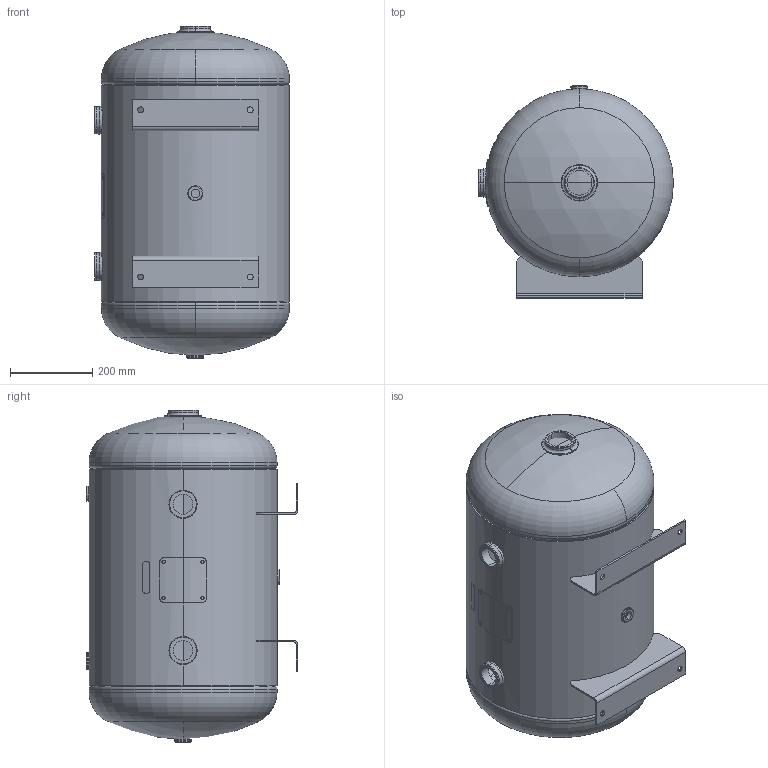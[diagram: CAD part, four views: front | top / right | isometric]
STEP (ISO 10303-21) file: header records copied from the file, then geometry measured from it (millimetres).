
FILE_DESCRIPTION (( 'STEP AP214' ), '1' );
FILE_NAME ('304946.STEP', '2019-11-14T16:32:36', ( '' ), ( '' ), 'SwSTEP 2.0', 'SolidWorks 2014', '' );
FILE_SCHEMA (( 'AUTOMOTIVE_DESIGN' ));
Length unit declared in the file: millimetre
Products named in the file (1): 304946
Bounding box: 473.69 x 515.14 x 807.55 mm (x, y, z)
Surface area: 2734725.1 mm2 (no closed solid volume)
Topology: 0 solids, 20 shells, 198 faces, 492 edges, 308 vertices
Faces by surface type: cylinder 67, torus 64, plane 47, bspline 12, sphere 8
Entity records: 10504 total; most frequent: CARTESIAN_POINT 3567, DIRECTION 1086, ORIENTED_EDGE 872, EDGE_CURVE 492, AXIS2_PLACEMENT_3D 471, VERTEX_POINT 308, CIRCLE 284, EDGE_LOOP 226
